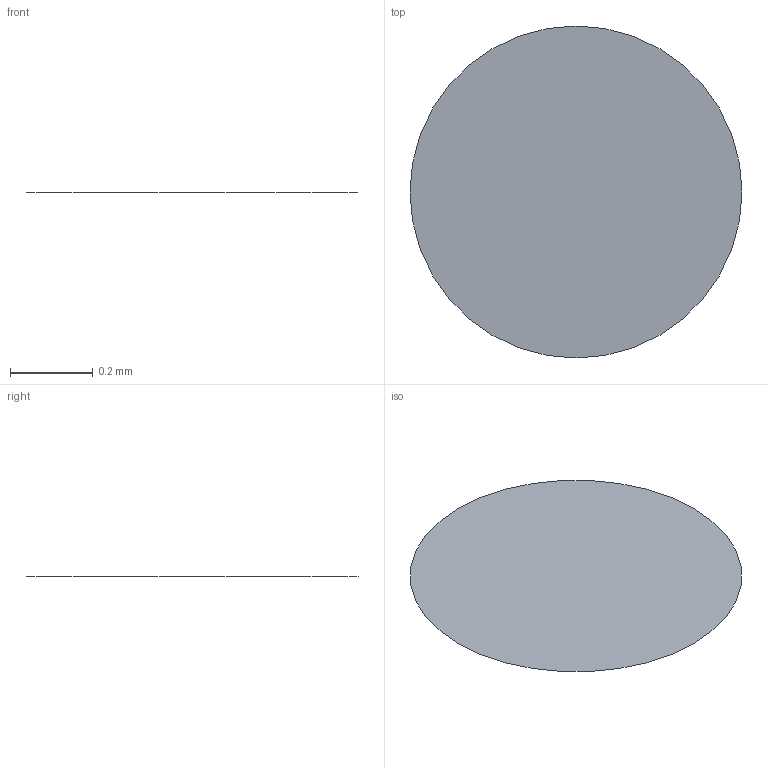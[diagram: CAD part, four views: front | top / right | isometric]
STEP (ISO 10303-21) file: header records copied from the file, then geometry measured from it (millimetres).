
FILE_DESCRIPTION(('FreeCAD Model'),'2;1');
FILE_NAME('Open CASCADE Shape Model','2024-06-23T18:54:15',( 'kicad StepUp'),('ksu MCAD'),'Open CASCADE STEP processor 7.6', 'FreeCAD','Unknown');
FILE_SCHEMA(('AUTOMOTIVE_DESIGN { 1 0 10303 214 1 1 1 1 }'));
Length unit declared in the file: millimetre
Products named in the file (1): Circle005
Bounding box: 0.8 x 0.8 x 0 mm (x, y, z)
Surface area: 0.5 mm2 (no closed solid volume)
Topology: 0 solids, 1 shells, 1 faces, 1 edges, 1 vertices
Faces by surface type: plane 1
Entity records: 47 total; most frequent: DIRECTION 6, CARTESIAN_POINT 4, AXIS2_PLACEMENT_3D 3, COLOUR_RGB 2, APPLICATION_PROTOCOL_DEFINITION 1, APPLICATION_CONTEXT 1, SHAPE_DEFINITION_REPRESENTATION 1, PRODUCT_DEFINITION_SHAPE 1
